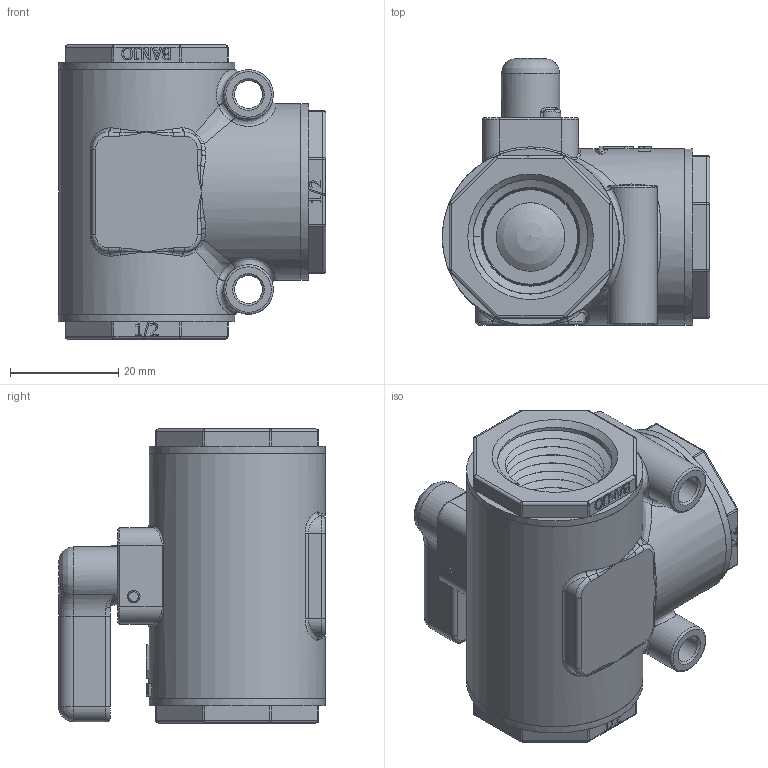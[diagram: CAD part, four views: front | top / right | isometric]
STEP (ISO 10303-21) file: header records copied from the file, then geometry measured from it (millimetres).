
FILE_DESCRIPTION(/* description */ ('1/2" SIDE LOAD MV BODY'),/* implementation_level */ '2;1');
FILE_NAME(/* name */ 'LV050SLV.stp',/* time_stamp */ '2014-01-22T09:45:56-05:00',/* author */ ('mclevenger'),/* organization */ (''),/* preprocessor_version */ 'ST-DEVELOPER v15.2',/* originating_system */ 'Autodesk Inventor 2014',/* authorisation */ '');
FILE_SCHEMA (('AUTOMOTIVE_DESIGN { 1 0 10303 214 3 1 1 }'));
Length unit declared in the file: inch
Products named in the file (9): LV05254AS; LV02153B; AQ010V; WS10002; LEV05255S; LV050SUBSV; LV05256; LV05258V; LV050SLV
Bounding box: 49.47 x 49.36 x 54.41 mm (x, y, z)
Volume: 46835.3 mm3; surface area: 34487.9 mm2
Topology: 10 solids, 10 shells, 1058 faces, 2675 edges, 1672 vertices
Faces by surface type: plane 458, bspline 270, cylinder 198, torus 56, sphere 39, cone 37
Full cylindrical faces by diameter (mm): 2.286 x12, 2.362 x3, 5.105 x2, 6.35 x1, 6.375 x1, 9.169 x2, 9.347 x1, 9.449 x1, 9.525 x1, 9.55 x1, 10.795 x1, 11.938 x1, 12.7 x4, 13.741 x2, 25.908 x3, 26.01 x2, 26.264 x3, 26.975 x3, 29.464 x3, 32.639 x4
Entity records: 26540 total; most frequent: CARTESIAN_POINT 11173, ORIENTED_EDGE 3258, DIRECTION 2841, EDGE_CURVE 1629, AXIS2_PLACEMENT_3D 1100, VERTEX_POINT 1058, EDGE_LOOP 829, ADVANCED_FACE 696
